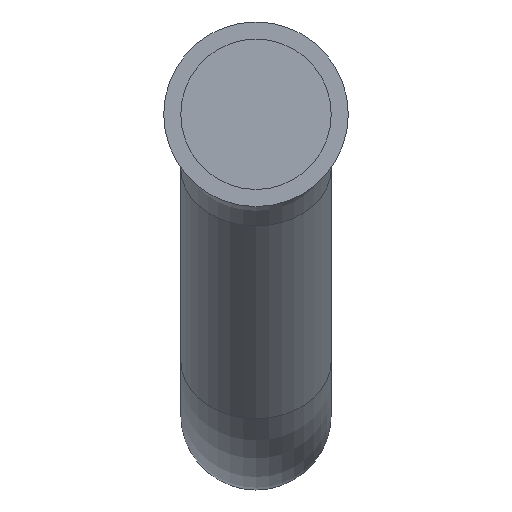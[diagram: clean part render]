
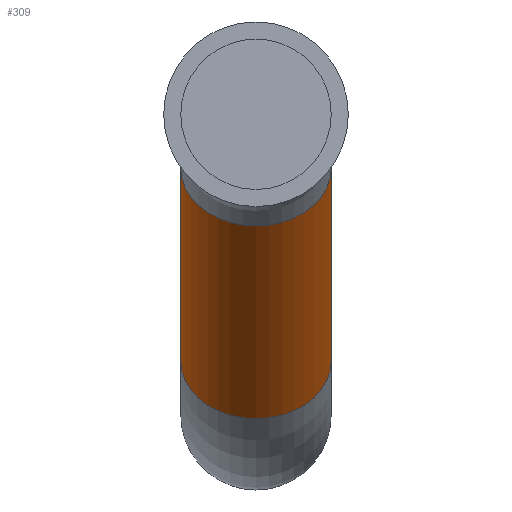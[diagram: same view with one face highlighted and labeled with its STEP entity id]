
A CAD part, front view. The second image highlights one B-rep face of the part: STEP entity #309.
In plain terms, the highlighted cylindrical face has radius 11 mm (diameter 22 mm), a full revolution.
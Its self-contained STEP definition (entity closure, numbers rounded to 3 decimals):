
#32=CYLINDRICAL_SURFACE('',#362,11.);
#55=ORIENTED_EDGE('',*,*,#108,.F.);
#56=ORIENTED_EDGE('',*,*,#107,.T.);
#107=EDGE_CURVE('',#135,#135,#163,.T.);
#108=EDGE_CURVE('',#136,#136,#164,.T.);
#135=VERTEX_POINT('',#547);
#136=VERTEX_POINT('',#550);
#163=CIRCLE('',#361,11.);
#164=CIRCLE('',#363,11.);
#195=EDGE_LOOP('',(#55));
#196=EDGE_LOOP('',(#56));
#251=FACE_BOUND('',#195,.T.);
#252=FACE_BOUND('',#196,.T.);
#309=ADVANCED_FACE('',(#251,#252),#32,.T.);
#361=AXIS2_PLACEMENT_3D('',#546,#435,#436);
#362=AXIS2_PLACEMENT_3D('',#548,#437,#438);
#363=AXIS2_PLACEMENT_3D('',#549,#439,#440);
#435=DIRECTION('',(0.,0.767,-0.641));
#436=DIRECTION('',(0.,0.641,0.767));
#437=DIRECTION('',(0.,-0.767,0.641));
#438=DIRECTION('',(0.,-0.641,-0.767));
#439=DIRECTION('',(0.,0.767,-0.641));
#440=DIRECTION('',(0.,0.641,0.767));
#546=CARTESIAN_POINT('',(0.,57.399,-7.908));
#547=CARTESIAN_POINT('',(0.,64.451,0.534));
#548=CARTESIAN_POINT('',(0.,91.135,-36.092));
#549=CARTESIAN_POINT('',(0.,91.135,-36.092));
#550=CARTESIAN_POINT('',(0.,98.187,-27.651));
